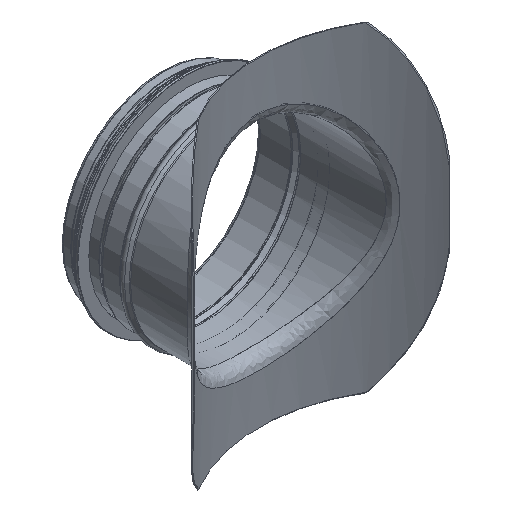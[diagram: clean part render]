
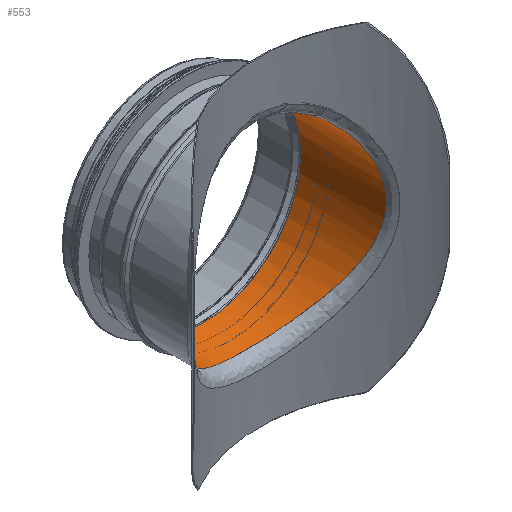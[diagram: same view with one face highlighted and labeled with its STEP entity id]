
A CAD part, isometric view. The second image highlights one B-rep face of the part: STEP entity #553.
In plain terms, the highlighted cylindrical face has radius 61.025 mm (diameter 122.05 mm), a full revolution.
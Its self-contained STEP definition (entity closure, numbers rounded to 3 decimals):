
#266=CARTESIAN_POINT('',(-61.025,80.84,0.));
#267=VERTEX_POINT('',#266);
#275=CARTESIAN_POINT('',(-61.025,80.838,0.));
#276=CARTESIAN_POINT('',(-61.025,80.838,4.713));
#277=CARTESIAN_POINT('',(-59.918,81.913,14.139));
#278=CARTESIAN_POINT('',(-53.668,87.458,31.393));
#279=CARTESIAN_POINT('',(-41.525,96.014,46.562));
#280=CARTESIAN_POINT('',(-23.254,103.349,57.429));
#281=CARTESIAN_POINT('',(-4.822,106.571,61.831));
#282=CARTESIAN_POINT('',(14.286,105.452,60.324));
#283=CARTESIAN_POINT('',(31.505,100.476,53.306));
#284=CARTESIAN_POINT('',(45.433,93.318,41.997));
#285=CARTESIAN_POINT('',(55.562,85.9,27.311));
#286=CARTESIAN_POINT('',(60.292,81.539,12.58));
#287=CARTESIAN_POINT('',(61.27,80.606,0.001));
#288=CARTESIAN_POINT('',(60.292,81.54,-12.581));
#289=CARTESIAN_POINT('',(55.561,85.899,-27.311));
#290=CARTESIAN_POINT('',(45.434,93.32,-41.997));
#291=CARTESIAN_POINT('',(31.504,100.473,-53.305));
#292=CARTESIAN_POINT('',(14.287,105.456,-60.326));
#293=CARTESIAN_POINT('',(-4.824,106.563,-61.829));
#294=CARTESIAN_POINT('',(-18.643,104.161,-58.529));
#295=CARTESIAN_POINT('',(-29.782,100.724,-53.547));
#296=CARTESIAN_POINT('',(-42.456,95.364,-45.396));
#297=CARTESIAN_POINT('',(-53.67,87.454,-31.393));
#298=CARTESIAN_POINT('',(-59.917,81.915,-14.139));
#299=CARTESIAN_POINT('',(-61.025,80.839,-4.713));
#300=CARTESIAN_POINT('',(-61.025,80.838,0.));
#301=B_SPLINE_CURVE_WITH_KNOTS('',3,(#275,#276,#277,#278,#279,#280,#281,#282,#283,#284,#285,#286,#287,#288,#289,#290,#291,#292,#293,#294,#295,#296,#297,#298,#299,#300),.UNSPECIFIED.,.T.,.U.,(4,1,1,1,1,1,1,1,1,1,1,1,1,1,1,1,1,1,1,1,1,1,1,4),(0.0,1.359,2.717,5.435,7.246,9.058,10.869,12.681,14.493,16.304,18.116,19.021,19.927,21.739,23.55,25.362,27.173,28.985,30.797,31.249,32.608,35.326,36.684,38.043),.UNSPECIFIED.);
#302=EDGE_CURVE('',#267,#267,#301,.T.);
#534=CARTESIAN_POINT('',(0.,128.35,0.0));
#535=DIRECTION('',(0.,1.0,0.0));
#536=DIRECTION('',(-1.0,0.0,0.0));
#537=AXIS2_PLACEMENT_3D('',#534,#535,#536);
#538=CYLINDRICAL_SURFACE('',#537,61.025);
#539=CARTESIAN_POINT('',(-61.025,133.6,0.0));
#540=VERTEX_POINT('',#539);
#541=CARTESIAN_POINT('',(0.,133.6,0.0));
#542=DIRECTION('',(0.0,1.0,0.0));
#543=DIRECTION('',(-1.0,0.0,0.0));
#544=AXIS2_PLACEMENT_3D('',#541,#542,#543);
#545=CIRCLE('',#544,61.025);
#546=EDGE_CURVE('',#540,#540,#545,.T.);
#547=ORIENTED_EDGE('',*,*,#546,.T.);
#548=EDGE_LOOP('',(#547));
#549=FACE_OUTER_BOUND('',#548,.T.);
#550=ORIENTED_EDGE('',*,*,#302,.F.);
#551=EDGE_LOOP('',(#550));
#552=FACE_BOUND('',#551,.T.);
#553=ADVANCED_FACE('',(#549,#552),#538,.F.);
